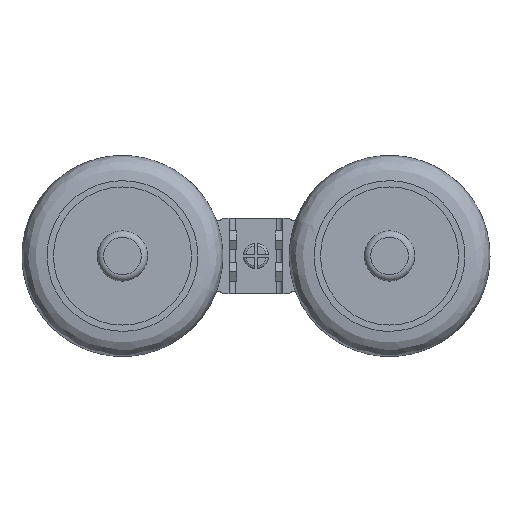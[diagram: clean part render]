
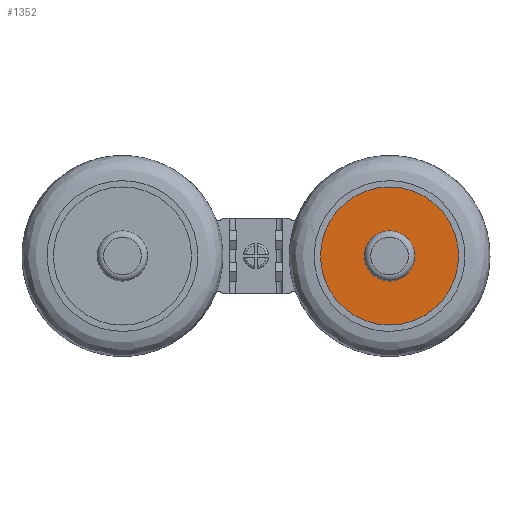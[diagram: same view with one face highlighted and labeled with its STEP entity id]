
A CAD part, front view. The second image highlights one B-rep face of the part: STEP entity #1352.
In plain terms, the highlighted planar face has unit normal (0, -1, 0).
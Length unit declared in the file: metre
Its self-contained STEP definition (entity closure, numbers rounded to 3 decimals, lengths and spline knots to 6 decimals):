
#1352 = ADVANCED_FACE( '', ( #3096, #3097 ), #3098, .T. );
#3096 = FACE_BOUND( '', #5369, .T. );
#3097 = FACE_OUTER_BOUND( '', #5370, .T. );
#3098 = PLANE( '', #5371 );
#5369 = EDGE_LOOP( '', ( #9720 ) );
#5370 = EDGE_LOOP( '', ( #9721 ) );
#5371 = AXIS2_PLACEMENT_3D( '', #9722, #9723, #9724 );
#9720 = ORIENTED_EDGE( '', *, *, #14216, .F. );
#9721 = ORIENTED_EDGE( '', *, *, #14217, .T. );
#9722 = CARTESIAN_POINT( '', ( 0., -0.02413, 0. ) );
#9723 = DIRECTION( '', ( 0., -1., 0. ) );
#9724 = DIRECTION( '', ( 1., 0., 0. ) );
#14216 = EDGE_CURVE( '', #17584, #17584, #17585, .T. );
#14217 = EDGE_CURVE( '', #17586, #17586, #17587, .T. );
#17584 = VERTEX_POINT( '', #23703 );
#17585 = CIRCLE( '', #23704, 0.00508 );
#17586 = VERTEX_POINT( '', #23705 );
#17587 = CIRCLE( '', #23706, 0.01397 );
#23703 = CARTESIAN_POINT( '', ( 0.032099, -0.02413, 0. ) );
#23704 = AXIS2_PLACEMENT_3D( '', #26895, #26896, #26897 );
#23705 = CARTESIAN_POINT( '', ( 0.040989, -0.02413, 0. ) );
#23706 = AXIS2_PLACEMENT_3D( '', #26898, #26899, #26900 );
#26895 = CARTESIAN_POINT( '', ( 0.027019, -0.02413, 0. ) );
#26896 = DIRECTION( '', ( 0., -1., 0. ) );
#26897 = DIRECTION( '', ( 1., 0., 0. ) );
#26898 = CARTESIAN_POINT( '', ( 0.027019, -0.02413, 0. ) );
#26899 = DIRECTION( '', ( 0., -1., 0. ) );
#26900 = DIRECTION( '', ( 1., 0., 0. ) );
